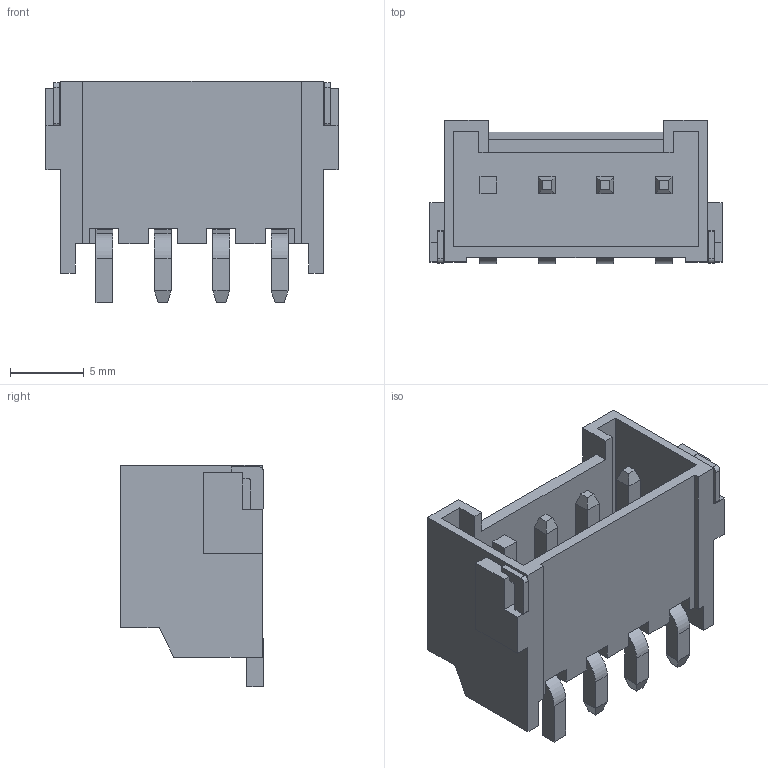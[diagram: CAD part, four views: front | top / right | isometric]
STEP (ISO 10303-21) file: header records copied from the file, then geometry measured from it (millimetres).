
FILE_DESCRIPTION((''),'2;1');
FILE_NAME('FWF39615-3P','2022-12-08T',('工程三'),(''),'PRO/ENGINEER BY PARAMETRIC TECHNOLOGY CORPORATION, 2010280','PRO/ENGINEER BY PARAMETRIC TECHNOLOGY CORPORATION, 2010280','');
FILE_SCHEMA(('CONFIG_CONTROL_DESIGN'));
Length unit declared in the file: millimetre
Products named in the file (1): FWF39615-3P
Bounding box: 19.8 x 9.7 x 15 mm (x, y, z)
Volume: 765 mm3; surface area: 1738.1 mm2
Topology: 1 solids, 1 shells, 183 faces, 499 edges, 324 vertices
Faces by surface type: plane 159, cylinder 24
Entity records: 5719 total; most frequent: CARTESIAN_POINT 1006, ORIENTED_EDGE 998, DIRECTION 913, EDGE_CURVE 499, VECTOR 451, LINE 451, VERTEX_POINT 324, AXIS2_PLACEMENT_3D 231
